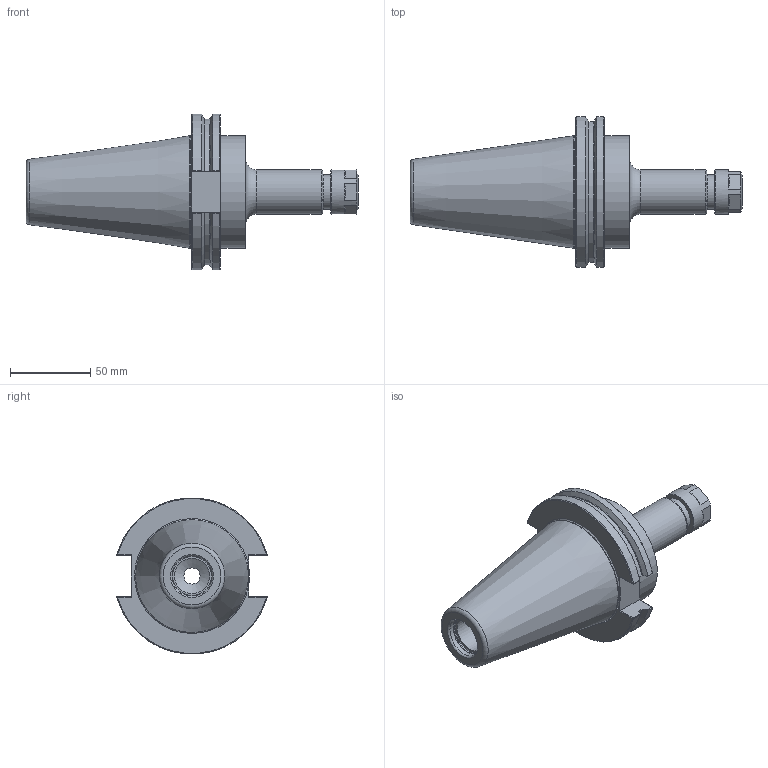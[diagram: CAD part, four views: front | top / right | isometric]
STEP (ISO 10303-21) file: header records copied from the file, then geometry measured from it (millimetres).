
FILE_DESCRIPTION(/* description */ (''),/* implementation_level */ '2;1');
FILE_NAME(/* name */ 'DCAT50-SX10-0413.stp',/* time_stamp */ '2019-06-19T10:45:13-05:00',/* author */ ('ldfli'),/* organization */ (''),/* preprocessor_version */ 'ST-DEVELOPER v18',/* originating_system */ 'Autodesk Inventor LT',/* authorisation */ '');
FILE_SCHEMA (('AUTOMOTIVE_DESIGN { 1 0 10303 214 3 1 1 }'));
Length unit declared in the file: millimetre
Products named in the file (1): DCAT50-SX10-0413
Bounding box: 206.77 x 93.8 x 97.14 mm (x, y, z)
Volume: 415492.6 mm3; surface area: 58252.7 mm2
Topology: 2 solids, 2 shells, 113 faces, 338 edges, 237 vertices
Faces by surface type: plane 49, cone 24, cylinder 22, torus 17, bspline 1
Full cylindrical faces by diameter (mm): 10 x1, 10.106 x1, 12.5 x1, 12.8 x1, 14.7 x1, 20.5 x1, 21.5 x1, 21.8 x1, 21.971 x1, 22.2 x1, 25 x1, 25.4 x1, 27.5 x2, 69.85 x1, 70 x1
Entity records: 4017 total; most frequent: CARTESIAN_POINT 899, ORIENTED_EDGE 676, DIRECTION 668, EDGE_CURVE 338, AXIS2_PLACEMENT_3D 281, VERTEX_POINT 237, CIRCLE 168, EDGE_LOOP 125
